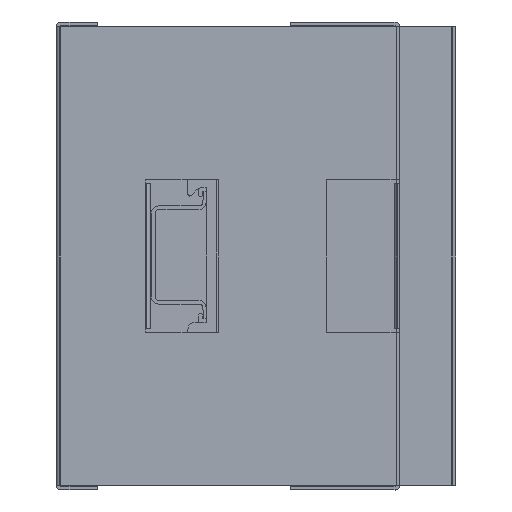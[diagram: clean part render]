
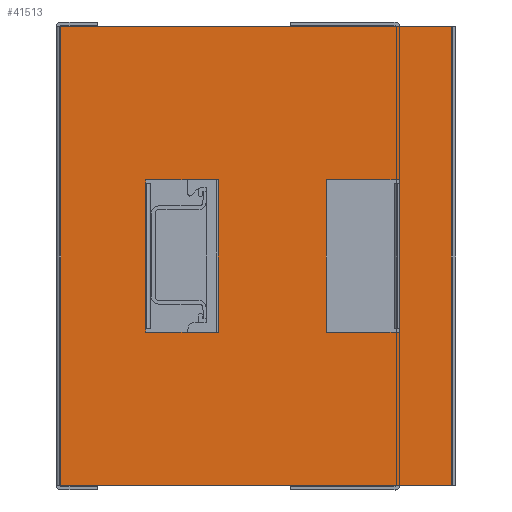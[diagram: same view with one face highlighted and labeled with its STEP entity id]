
A CAD part, left-side view. The second image highlights one B-rep face of the part: STEP entity #41513.
In plain terms, the highlighted planar face has unit normal (-1, 0, 0).
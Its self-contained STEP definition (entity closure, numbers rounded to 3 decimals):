
#338=FACE_BOUND('',#5737,.T.);
#339=FACE_BOUND('',#5738,.T.);
#1335=PLANE('',#44474);
#3362=FACE_OUTER_BOUND('',#5736,.T.);
#5736=EDGE_LOOP('',(#33459,#33460,#33461,#33462));
#5737=EDGE_LOOP('',(#33463,#33464,#33465,#33466,#33467,#33468));
#5738=EDGE_LOOP('',(#33469,#33470,#33471,#33472,#33473,#33474));
#9233=LINE('',#63610,#14088);
#9239=LINE('',#63622,#14094);
#9241=LINE('',#63628,#14096);
#9247=LINE('',#63640,#14102);
#9254=LINE('',#63655,#14109);
#9263=LINE('',#63672,#14118);
#9266=LINE('',#63676,#14121);
#9271=LINE('',#63687,#14126);
#9277=LINE('',#63699,#14132);
#9285=LINE('',#63712,#14140);
#9291=LINE('',#63732,#14146);
#9313=LINE('',#63793,#14168);
#9318=LINE('',#63805,#14173);
#9319=LINE('',#63807,#14174);
#9320=LINE('',#63808,#14175);
#9321=LINE('',#63809,#14176);
#14088=VECTOR('',#51626,1.);
#14094=VECTOR('',#51634,1.);
#14096=VECTOR('',#51638,1.);
#14102=VECTOR('',#51646,1.);
#14109=VECTOR('',#51657,1.);
#14118=VECTOR('',#51674,1.);
#14121=VECTOR('',#51679,1.);
#14126=VECTOR('',#51688,1.);
#14132=VECTOR('',#51698,1.);
#14140=VECTOR('',#51712,1.);
#14146=VECTOR('',#51726,1.);
#14168=VECTOR('',#51782,1.);
#14173=VECTOR('',#51793,1.);
#14174=VECTOR('',#51796,1.);
#14175=VECTOR('',#51797,1.);
#14176=VECTOR('',#51798,1.);
#19797=VERTEX_POINT('',#63607);
#19798=VERTEX_POINT('',#63609);
#19800=VERTEX_POINT('',#63615);
#19803=VERTEX_POINT('',#63620);
#19804=VERTEX_POINT('',#63624);
#19806=VERTEX_POINT('',#63627);
#19809=VERTEX_POINT('',#63634);
#19811=VERTEX_POINT('',#63638);
#19817=VERTEX_POINT('',#63653);
#19821=VERTEX_POINT('',#63671);
#19825=VERTEX_POINT('',#63686);
#19829=VERTEX_POINT('',#63698);
#19840=VERTEX_POINT('',#63729);
#19841=VERTEX_POINT('',#63731);
#19862=VERTEX_POINT('',#63790);
#19863=VERTEX_POINT('',#63792);
#24721=EDGE_CURVE('',#19798,#19797,#9233,.T.);
#24727=EDGE_CURVE('',#19800,#19803,#9239,.T.);
#24729=EDGE_CURVE('',#19806,#19804,#9241,.T.);
#24735=EDGE_CURVE('',#19809,#19811,#9247,.T.);
#24742=EDGE_CURVE('',#19803,#19817,#9254,.T.);
#24751=EDGE_CURVE('',#19821,#19798,#9263,.T.);
#24754=EDGE_CURVE('',#19817,#19821,#9266,.T.);
#24759=EDGE_CURVE('',#19825,#19806,#9271,.T.);
#24765=EDGE_CURVE('',#19829,#19825,#9277,.T.);
#24773=EDGE_CURVE('',#19811,#19829,#9285,.T.);
#24782=EDGE_CURVE('',#19841,#19840,#9291,.F.);
#24813=EDGE_CURVE('',#19863,#19862,#9313,.T.);
#24820=EDGE_CURVE('',#19841,#19862,#9318,.T.);
#24821=EDGE_CURVE('',#19863,#19840,#9319,.T.);
#24822=EDGE_CURVE('',#19797,#19800,#9320,.T.);
#24823=EDGE_CURVE('',#19809,#19804,#9321,.T.);
#33459=ORIENTED_EDGE('',*,*,#24820,.F.);
#33460=ORIENTED_EDGE('',*,*,#24782,.T.);
#33461=ORIENTED_EDGE('',*,*,#24821,.F.);
#33462=ORIENTED_EDGE('',*,*,#24813,.T.);
#33463=ORIENTED_EDGE('',*,*,#24751,.T.);
#33464=ORIENTED_EDGE('',*,*,#24721,.T.);
#33465=ORIENTED_EDGE('',*,*,#24822,.T.);
#33466=ORIENTED_EDGE('',*,*,#24727,.T.);
#33467=ORIENTED_EDGE('',*,*,#24742,.T.);
#33468=ORIENTED_EDGE('',*,*,#24754,.T.);
#33469=ORIENTED_EDGE('',*,*,#24773,.T.);
#33470=ORIENTED_EDGE('',*,*,#24765,.T.);
#33471=ORIENTED_EDGE('',*,*,#24759,.T.);
#33472=ORIENTED_EDGE('',*,*,#24729,.T.);
#33473=ORIENTED_EDGE('',*,*,#24823,.F.);
#33474=ORIENTED_EDGE('',*,*,#24735,.T.);
#41513=ADVANCED_FACE('',(#3362,#338,#339),#1335,.T.);
#44474=AXIS2_PLACEMENT_3D('',#63806,#51794,#51795);
#51626=DIRECTION('',(0.,0.,-1.));
#51634=DIRECTION('',(0.,0.,-1.));
#51638=DIRECTION('',(0.,0.,1.));
#51646=DIRECTION('',(0.,0.,1.));
#51657=DIRECTION('',(0.,1.,0.));
#51674=DIRECTION('',(0.,-1.,0.));
#51679=DIRECTION('',(0.,0.,1.));
#51688=DIRECTION('',(0.,1.,0.));
#51698=DIRECTION('',(0.,0.,-1.));
#51712=DIRECTION('',(0.,-1.,0.));
#51726=DIRECTION('',(0.,1.,0.));
#51782=DIRECTION('',(0.,1.,0.));
#51793=DIRECTION('',(0.,0.,1.));
#51794=DIRECTION('center_axis',(-1.,0.,0.));
#51795=DIRECTION('ref_axis',(0.,-1.,0.));
#51796=DIRECTION('',(0.,0.,-1.));
#51797=DIRECTION('',(0.,0.,-1.));
#51798=DIRECTION('',(0.,0.,-1.));
#63607=CARTESIAN_POINT('',(5483.023,-93.225,2670.463));
#63609=CARTESIAN_POINT('',(5483.023,-93.225,2671.463));
#63610=CARTESIAN_POINT('',(5483.023,-93.225,2608.463));
#63615=CARTESIAN_POINT('',(5483.023,-93.225,2630.463));
#63620=CARTESIAN_POINT('',(5483.023,-93.225,2629.463));
#63622=CARTESIAN_POINT('',(5483.023,-93.225,2608.463));
#63624=CARTESIAN_POINT('',(5483.023,-23.525,2630.463));
#63627=CARTESIAN_POINT('',(5483.023,-23.525,2629.463));
#63628=CARTESIAN_POINT('',(5483.023,-23.525,2608.463));
#63634=CARTESIAN_POINT('',(5483.023,-23.525,2670.463));
#63638=CARTESIAN_POINT('',(5483.023,-23.525,2671.463));
#63640=CARTESIAN_POINT('',(5483.023,-23.525,2608.463));
#63653=CARTESIAN_POINT('',(5483.023,-73.225,2629.463));
#63655=CARTESIAN_POINT('',(5483.023,-36.55,2629.463));
#63671=CARTESIAN_POINT('',(5483.023,-73.225,2671.463));
#63672=CARTESIAN_POINT('',(5483.023,-46.55,2671.463));
#63676=CARTESIAN_POINT('',(5483.023,-73.225,2629.463));
#63686=CARTESIAN_POINT('',(5483.023,-43.525,2629.463));
#63687=CARTESIAN_POINT('',(5483.023,-21.7,2629.463));
#63698=CARTESIAN_POINT('',(5483.023,-43.525,2671.463));
#63699=CARTESIAN_POINT('',(5483.023,-43.525,2629.463));
#63712=CARTESIAN_POINT('',(5483.023,-11.7,2671.463));
#63729=CARTESIAN_POINT('',(5483.023,-107.525,2587.463));
#63731=CARTESIAN_POINT('',(5483.023,-0.225,2587.463));
#63732=CARTESIAN_POINT('',(5483.023,0.375,2587.463));
#63790=CARTESIAN_POINT('',(5483.023,-0.225,2713.463));
#63792=CARTESIAN_POINT('',(5483.023,-107.525,2713.463));
#63793=CARTESIAN_POINT('',(5483.023,0.375,2713.463));
#63805=CARTESIAN_POINT('',(5483.023,-0.225,2587.463));
#63806=CARTESIAN_POINT('Origin',(5483.023,0.125,2587.463));
#63807=CARTESIAN_POINT('',(5483.023,-107.525,2618.963));
#63808=CARTESIAN_POINT('',(5483.023,-93.225,2670.463));
#63809=CARTESIAN_POINT('',(5483.023,-23.525,2670.463));
